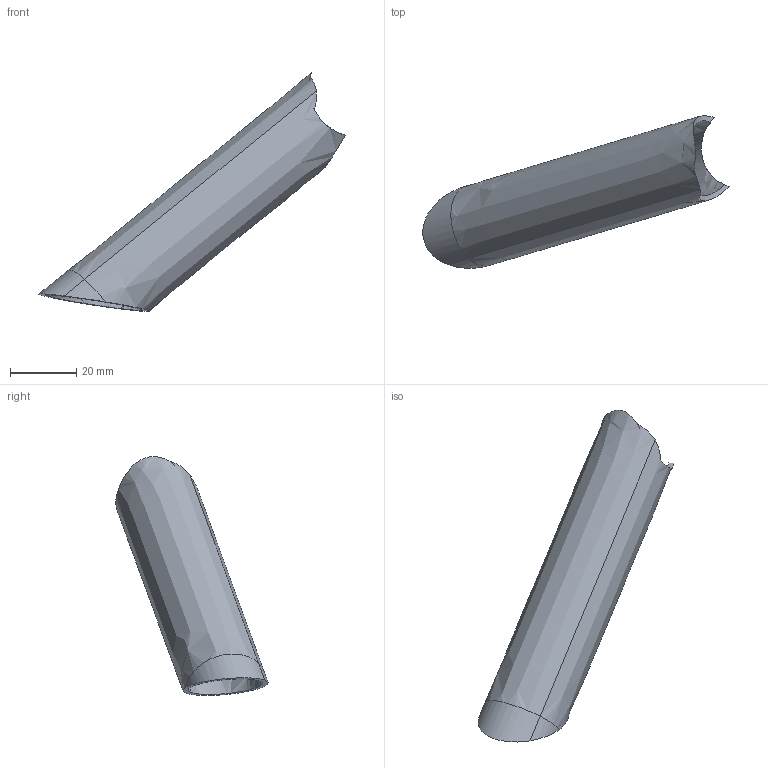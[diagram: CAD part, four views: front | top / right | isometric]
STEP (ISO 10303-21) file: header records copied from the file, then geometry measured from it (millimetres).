
FILE_DESCRIPTION(('CATIA V5 STEP Exchange'),'2;1');
FILE_NAME('Shape_952.stp','2018-02-08T13:01:54+00:00',('none'),('none'),'CATIA Version 5 Release 19 SP 2 (IN-10)','CATIA V5 STEP AP203','none');
FILE_SCHEMA(('CONFIG_CONTROL_DESIGN'));
Length unit declared in the file: millimetre
Products named in the file (1): Shape_952
Bounding box: 92.47 x 45.9 x 72.09 mm (x, y, z)
Volume: 9935.6 mm3; surface area: 26993 mm2
Topology: 1 solids, 2 shells, 24 faces, 75 edges, 54 vertices
Faces by surface type: cylinder 14, bspline 8, plane 2
Entity records: 1038 total; most frequent: CARTESIAN_POINT 612, ORIENTED_EDGE 131, EDGE_CURVE 40, DIRECTION 27, B_SPLINE_CURVE_WITH_KNOTS 27, EDGE_LOOP 26, VERTEX_POINT 26, ADVANCED_FACE 24
